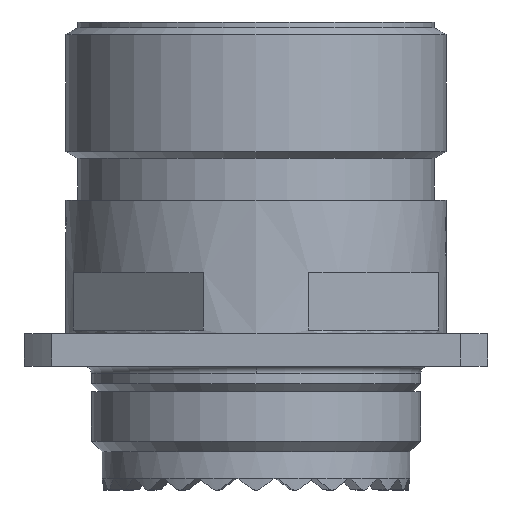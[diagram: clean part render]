
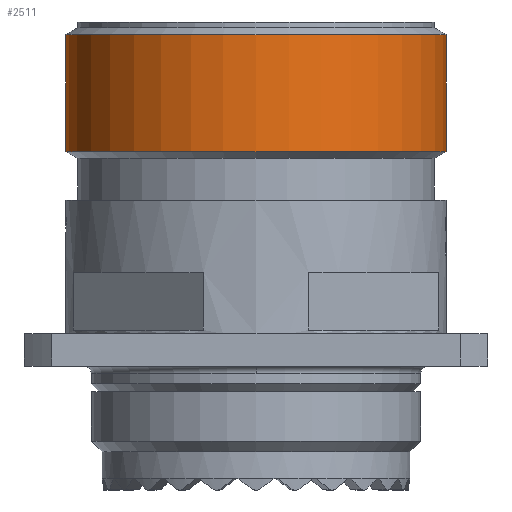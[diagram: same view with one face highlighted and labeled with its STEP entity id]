
A CAD part, left-side view. The second image highlights one B-rep face of the part: STEP entity #2511.
In plain terms, the highlighted cylindrical face has radius 12.7 mm (diameter 25.4 mm), a partial arc.
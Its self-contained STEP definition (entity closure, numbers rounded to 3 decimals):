
#2511=ADVANCED_FACE('',(#5932),#5933,.T.);
#5932=FACE_OUTER_BOUND('',#8531,.T.);
#5933=CYLINDRICAL_SURFACE('',#8532,12.7);
#8531=EDGE_LOOP('',(#16379,#16380,#16381,#16382));
#8532=AXIS2_PLACEMENT_3D('',#16383,#16384,#16385);
#16379=ORIENTED_EDGE('',*,*,#18447,.T.);
#16380=ORIENTED_EDGE('',*,*,#20427,.F.);
#16381=ORIENTED_EDGE('',*,*,#18449,.T.);
#16382=ORIENTED_EDGE('',*,*,#20426,.T.);
#16383=CARTESIAN_POINT('',(0.,0.0,-4.75));
#16384=DIRECTION('',(0.,0.0,-1.0));
#16385=DIRECTION('',(0.0,1.0,0.0));
#18447=EDGE_CURVE('',#21219,#21214,#21220,.T.);
#18449=EDGE_CURVE('',#21216,#21221,#21223,.T.);
#20426=EDGE_CURVE('',#21221,#21219,#24378,.T.);
#20427=EDGE_CURVE('',#21216,#21214,#24379,.T.);
#21214=VERTEX_POINT('',#24473);
#21216=VERTEX_POINT('',#24476);
#21219=VERTEX_POINT('',#24480);
#21220=LINE('',#24481,#24482);
#21221=VERTEX_POINT('',#24483);
#21223=LINE('',#24485,#24486);
#24378=CIRCLE('',#30029,12.7);
#24379=CIRCLE('',#30030,12.7);
#24473=CARTESIAN_POINT('',(0.,12.7,-8.658));
#24476=CARTESIAN_POINT('',(0.,-12.7,-8.658));
#24480=CARTESIAN_POINT('',(0.,12.7,-0.842));
#24481=CARTESIAN_POINT('',(0.,12.7,-4.75));
#24482=VECTOR('',#30135,1.0);
#24483=CARTESIAN_POINT('',(0.,-12.7,-0.842));
#24485=CARTESIAN_POINT('',(0.,-12.7,-4.75));
#24486=VECTOR('',#30139,1.0);
#30029=AXIS2_PLACEMENT_3D('',#33898,#33899,#33900);
#30030=AXIS2_PLACEMENT_3D('',#33901,#33902,#33903);
#30135=DIRECTION('',(0.,0.0,-1.0));
#30139=DIRECTION('',(0.,-0.0,1.0));
#33898=CARTESIAN_POINT('',(0.,0.0,-0.842));
#33899=DIRECTION('',(0.,0.0,-1.0));
#33900=DIRECTION('',(0.0,1.0,0.0));
#33901=CARTESIAN_POINT('',(0.,0.0,-8.658));
#33902=DIRECTION('',(0.,0.0,-1.0));
#33903=DIRECTION('',(0.0,1.0,0.0));
